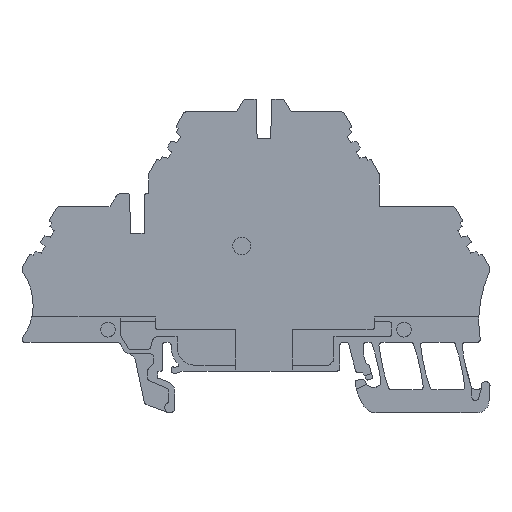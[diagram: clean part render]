
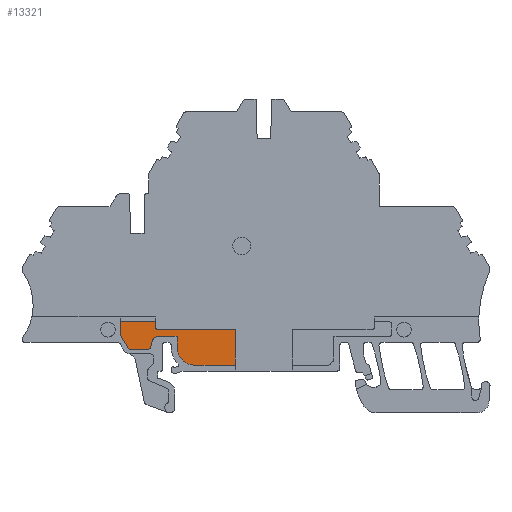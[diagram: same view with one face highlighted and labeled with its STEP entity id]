
A CAD part, left-side view. The second image highlights one B-rep face of the part: STEP entity #13321.
In plain terms, the highlighted planar face has unit normal (-1, 0, 0).
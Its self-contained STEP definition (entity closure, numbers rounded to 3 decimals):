
#10148=AXIS2_PLACEMENT_3D('Plane Axis2P3D',#10145,#10146,#10147) ;
#10276=AXIS2_PLACEMENT_3D('Circle Axis2P3D',#10274,#10275,$) ;
#10297=AXIS2_PLACEMENT_3D('Circle Axis2P3D',#10295,#10296,$) ;
#10311=AXIS2_PLACEMENT_3D('Circle Axis2P3D',#10309,#10310,$) ;
#10325=AXIS2_PLACEMENT_3D('Circle Axis2P3D',#10323,#10324,$) ;
#10339=AXIS2_PLACEMENT_3D('Circle Axis2P3D',#10337,#10338,$) ;
#10479=AXIS2_PLACEMENT_3D('Circle Axis2P3D',#10477,#10478,$) ;
#10493=AXIS2_PLACEMENT_3D('Circle Axis2P3D',#10491,#10492,$) ;
#10145=CARTESIAN_POINT('Axis2P3D Location',(0.,38.857,6.75)) ;
#10264=CARTESIAN_POINT('Vertex',(0.,42.994,8.05)) ;
#10267=CARTESIAN_POINT('Line Origine',(0.,46.425,8.05)) ;
#10271=CARTESIAN_POINT('Vertex',(0.,49.857,8.05)) ;
#10274=CARTESIAN_POINT('Axis2P3D Location',(0.,49.857,11.05)) ;
#10278=CARTESIAN_POINT('Vertex',(0.,52.857,11.05)) ;
#10281=CARTESIAN_POINT('Line Origine',(0.,52.857,11.975)) ;
#10285=CARTESIAN_POINT('Vertex',(0.,52.857,12.9)) ;
#10288=CARTESIAN_POINT('Line Origine',(0.,54.457,12.9)) ;
#10292=CARTESIAN_POINT('Vertex',(0.,56.057,12.9)) ;
#10295=CARTESIAN_POINT('Axis2P3D Location',(0.,56.057,11.9)) ;
#10299=CARTESIAN_POINT('Vertex',(0.,57.023,12.159)) ;
#10302=CARTESIAN_POINT('Line Origine',(0.,57.162,11.64)) ;
#10306=CARTESIAN_POINT('Vertex',(0.,57.301,11.121)) ;
#10309=CARTESIAN_POINT('Axis2P3D Location',(0.,57.784,11.25)) ;
#10313=CARTESIAN_POINT('Vertex',(0.,57.784,10.75)) ;
#10316=CARTESIAN_POINT('Line Origine',(0.,59.264,10.75)) ;
#10320=CARTESIAN_POINT('Vertex',(0.,60.745,10.75)) ;
#10323=CARTESIAN_POINT('Axis2P3D Location',(0.,60.745,11.25)) ;
#10327=CARTESIAN_POINT('Vertex',(0.,61.174,10.994)) ;
#10330=CARTESIAN_POINT('Line Origine',(0.,61.793,12.034)) ;
#10334=CARTESIAN_POINT('Vertex',(0.,62.412,13.074)) ;
#10337=CARTESIAN_POINT('Axis2P3D Location',(0.,61.982,13.33)) ;
#10341=CARTESIAN_POINT('Vertex',(0.,62.482,13.33)) ;
#10344=CARTESIAN_POINT('Line Origine',(0.,62.482,14.365)) ;
#10348=CARTESIAN_POINT('Vertex',(0.,62.482,15.4)) ;
#10467=CARTESIAN_POINT('Vertex',(0.,56.43,15.4)) ;
#10470=CARTESIAN_POINT('Line Origine',(0.,56.43,14.875)) ;
#10474=CARTESIAN_POINT('Vertex',(0.,56.43,14.35)) ;
#10477=CARTESIAN_POINT('Axis2P3D Location',(0.,56.23,14.35)) ;
#10481=CARTESIAN_POINT('Vertex',(0.,56.23,14.15)) ;
#10484=CARTESIAN_POINT('Line Origine',(0.,49.712,14.15)) ;
#10488=CARTESIAN_POINT('Vertex',(0.,43.194,14.15)) ;
#10491=CARTESIAN_POINT('Axis2P3D Location',(0.,43.194,13.95)) ;
#10495=CARTESIAN_POINT('Vertex',(0.,42.994,13.95)) ;
#10498=CARTESIAN_POINT('Line Origine',(0.,42.994,11.)) ;
#13296=CARTESIAN_POINT('Line Origine',(0.,59.456,15.4)) ;
#10146=DIRECTION('Axis2P3D Direction',(1.,0.,-0.)) ;
#10147=DIRECTION('Axis2P3D XDirection',(0.,0.,1.)) ;
#10268=DIRECTION('Vector Direction',(0.,1.,0.)) ;
#10275=DIRECTION('Axis2P3D Direction',(1.,0.,-0.)) ;
#10282=DIRECTION('Vector Direction',(0.,0.,1.)) ;
#10289=DIRECTION('Vector Direction',(0.,1.,0.)) ;
#10296=DIRECTION('Axis2P3D Direction',(1.,0.,-0.)) ;
#10303=DIRECTION('Vector Direction',(0.,0.259,-0.966)) ;
#10310=DIRECTION('Axis2P3D Direction',(1.,0.,-0.)) ;
#10317=DIRECTION('Vector Direction',(0.,1.,0.)) ;
#10324=DIRECTION('Axis2P3D Direction',(1.,0.,-0.)) ;
#10331=DIRECTION('Vector Direction',(0.,0.511,0.859)) ;
#10338=DIRECTION('Axis2P3D Direction',(1.,0.,-0.)) ;
#10345=DIRECTION('Vector Direction',(0.,0.,1.)) ;
#10471=DIRECTION('Vector Direction',(0.,0.,1.)) ;
#10478=DIRECTION('Axis2P3D Direction',(1.,0.,-0.)) ;
#10485=DIRECTION('Vector Direction',(0.,1.,0.)) ;
#10492=DIRECTION('Axis2P3D Direction',(1.,0.,-0.)) ;
#10499=DIRECTION('Vector Direction',(0.,0.,1.)) ;
#13297=DIRECTION('Vector Direction',(0.,1.,0.)) ;
#10269=VECTOR('Line Direction',#10268,1.) ;
#10283=VECTOR('Line Direction',#10282,1.) ;
#10290=VECTOR('Line Direction',#10289,1.) ;
#10304=VECTOR('Line Direction',#10303,1.) ;
#10318=VECTOR('Line Direction',#10317,1.) ;
#10332=VECTOR('Line Direction',#10331,1.) ;
#10346=VECTOR('Line Direction',#10345,1.) ;
#10472=VECTOR('Line Direction',#10471,1.) ;
#10486=VECTOR('Line Direction',#10485,1.) ;
#10500=VECTOR('Line Direction',#10499,1.) ;
#13298=VECTOR('Line Direction',#13297,1.) ;
#13302=ORIENTED_EDGE('',*,*,#13300,.T.) ;
#13303=ORIENTED_EDGE('',*,*,#10350,.F.) ;
#13304=ORIENTED_EDGE('',*,*,#10343,.F.) ;
#13305=ORIENTED_EDGE('',*,*,#10336,.F.) ;
#13306=ORIENTED_EDGE('',*,*,#10329,.F.) ;
#13307=ORIENTED_EDGE('',*,*,#10322,.F.) ;
#13308=ORIENTED_EDGE('',*,*,#10315,.F.) ;
#13309=ORIENTED_EDGE('',*,*,#10308,.F.) ;
#13310=ORIENTED_EDGE('',*,*,#10301,.T.) ;
#13311=ORIENTED_EDGE('',*,*,#10294,.F.) ;
#13312=ORIENTED_EDGE('',*,*,#10287,.F.) ;
#13313=ORIENTED_EDGE('',*,*,#10280,.F.) ;
#13314=ORIENTED_EDGE('',*,*,#10273,.F.) ;
#13315=ORIENTED_EDGE('',*,*,#10502,.T.) ;
#13316=ORIENTED_EDGE('',*,*,#10497,.F.) ;
#13317=ORIENTED_EDGE('',*,*,#10490,.T.) ;
#13318=ORIENTED_EDGE('',*,*,#10483,.T.) ;
#13319=ORIENTED_EDGE('',*,*,#10476,.T.) ;
#13321=ADVANCED_FACE('V1',(#13320),#10149,.F.) ;
#10277=CIRCLE('generated circle',#10276,3.) ;
#10298=CIRCLE('generated circle',#10297,1.) ;
#10312=CIRCLE('generated circle',#10311,0.5) ;
#10326=CIRCLE('generated circle',#10325,0.5) ;
#10340=CIRCLE('generated circle',#10339,0.5) ;
#10480=CIRCLE('generated circle',#10479,0.2) ;
#10494=CIRCLE('generated circle',#10493,0.2) ;
#10273=EDGE_CURVE('',#10265,#10272,#10270,.T.) ;
#10280=EDGE_CURVE('',#10272,#10279,#10277,.T.) ;
#10287=EDGE_CURVE('',#10279,#10286,#10284,.T.) ;
#10294=EDGE_CURVE('',#10286,#10293,#10291,.T.) ;
#10301=EDGE_CURVE('',#10300,#10293,#10298,.T.) ;
#10308=EDGE_CURVE('',#10300,#10307,#10305,.T.) ;
#10315=EDGE_CURVE('',#10307,#10314,#10312,.T.) ;
#10322=EDGE_CURVE('',#10314,#10321,#10319,.T.) ;
#10329=EDGE_CURVE('',#10321,#10328,#10326,.T.) ;
#10336=EDGE_CURVE('',#10328,#10335,#10333,.T.) ;
#10343=EDGE_CURVE('',#10335,#10342,#10340,.T.) ;
#10350=EDGE_CURVE('',#10342,#10349,#10347,.T.) ;
#10476=EDGE_CURVE('',#10475,#10468,#10473,.T.) ;
#10483=EDGE_CURVE('',#10482,#10475,#10480,.T.) ;
#10490=EDGE_CURVE('',#10489,#10482,#10487,.T.) ;
#10497=EDGE_CURVE('',#10489,#10496,#10494,.T.) ;
#10502=EDGE_CURVE('',#10265,#10496,#10501,.T.) ;
#13300=EDGE_CURVE('',#10468,#10349,#13299,.T.) ;
#13301=EDGE_LOOP('',(#13302,#13303,#13304,#13305,#13306,#13307,#13308,#13309,#13310,#13311,#13312,#13313,#13314,#13315,#13316,#13317,#13318,#13319)) ;
#13320=FACE_OUTER_BOUND('',#13301,.T.) ;
#10270=LINE('Line',#10267,#10269) ;
#10284=LINE('Line',#10281,#10283) ;
#10291=LINE('Line',#10288,#10290) ;
#10305=LINE('Line',#10302,#10304) ;
#10319=LINE('Line',#10316,#10318) ;
#10333=LINE('Line',#10330,#10332) ;
#10347=LINE('Line',#10344,#10346) ;
#10473=LINE('Line',#10470,#10472) ;
#10487=LINE('Line',#10484,#10486) ;
#10501=LINE('Line',#10498,#10500) ;
#13299=LINE('Line',#13296,#13298) ;
#10149=PLANE('',#10148) ;
#10265=VERTEX_POINT('',#10264) ;
#10272=VERTEX_POINT('',#10271) ;
#10279=VERTEX_POINT('',#10278) ;
#10286=VERTEX_POINT('',#10285) ;
#10293=VERTEX_POINT('',#10292) ;
#10300=VERTEX_POINT('',#10299) ;
#10307=VERTEX_POINT('',#10306) ;
#10314=VERTEX_POINT('',#10313) ;
#10321=VERTEX_POINT('',#10320) ;
#10328=VERTEX_POINT('',#10327) ;
#10335=VERTEX_POINT('',#10334) ;
#10342=VERTEX_POINT('',#10341) ;
#10349=VERTEX_POINT('',#10348) ;
#10468=VERTEX_POINT('',#10467) ;
#10475=VERTEX_POINT('',#10474) ;
#10482=VERTEX_POINT('',#10481) ;
#10489=VERTEX_POINT('',#10488) ;
#10496=VERTEX_POINT('',#10495) ;
